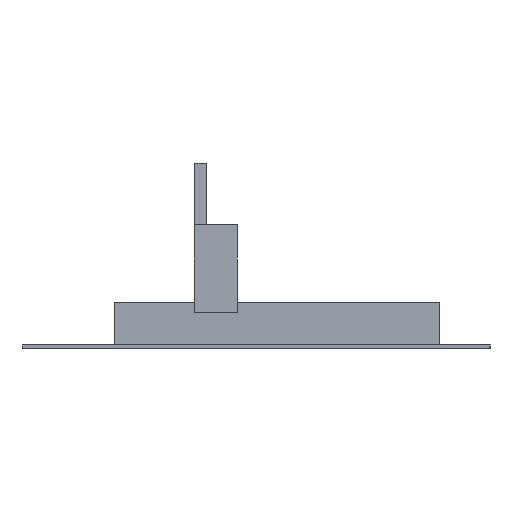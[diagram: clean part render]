
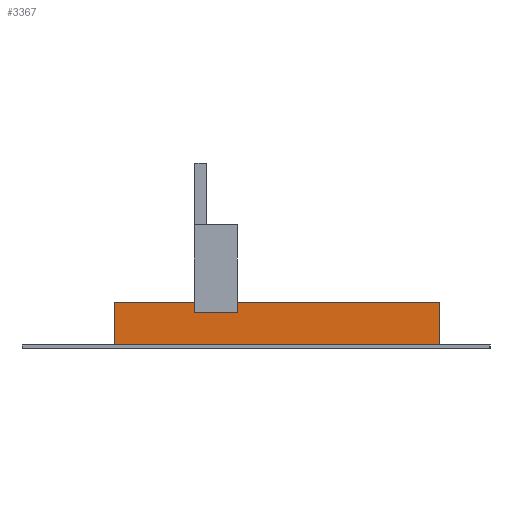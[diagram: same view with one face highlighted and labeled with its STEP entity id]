
A CAD part, left-side view. The second image highlights one B-rep face of the part: STEP entity #3367.
In plain terms, the highlighted planar face has unit normal (-1, 0, 0).
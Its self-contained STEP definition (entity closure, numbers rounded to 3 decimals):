
#3269 = EDGE_CURVE('',#3270,#3272,#3274,.T.);
#3270 = VERTEX_POINT('',#3271);
#3271 = CARTESIAN_POINT('',(-3.6,-17.65,0.));
#3272 = VERTEX_POINT('',#3273);
#3273 = CARTESIAN_POINT('',(-3.6,-17.65,4.58));
#3274 = LINE('',#3275,#3276);
#3275 = CARTESIAN_POINT('',(-3.6,-17.65,0.));
#3276 = VECTOR('',#3277,1.);
#3277 = DIRECTION('',(0.,0.,1.));
#3342 = VERTEX_POINT('',#3343);
#3343 = CARTESIAN_POINT('',(-3.6,17.65,4.58));
#3349 = EDGE_CURVE('',#3350,#3342,#3352,.T.);
#3350 = VERTEX_POINT('',#3351);
#3351 = CARTESIAN_POINT('',(-3.6,17.65,0.));
#3352 = LINE('',#3353,#3354);
#3353 = CARTESIAN_POINT('',(-3.6,17.65,0.));
#3354 = VECTOR('',#3355,1.);
#3355 = DIRECTION('',(0.,0.,1.));
#3367 = ADVANCED_FACE('',(#3368),#3384,.F.);
#3368 = FACE_BOUND('',#3369,.F.);
#3369 = EDGE_LOOP('',(#3370,#3371,#3377,#3378));
#3370 = ORIENTED_EDGE('',*,*,#3349,.T.);
#3371 = ORIENTED_EDGE('',*,*,#3372,.T.);
#3372 = EDGE_CURVE('',#3342,#3272,#3373,.T.);
#3373 = LINE('',#3374,#3375);
#3374 = CARTESIAN_POINT('',(-3.6,17.65,4.58));
#3375 = VECTOR('',#3376,1.);
#3376 = DIRECTION('',(0.,-1.,0.));
#3377 = ORIENTED_EDGE('',*,*,#3269,.F.);
#3378 = ORIENTED_EDGE('',*,*,#3379,.F.);
#3379 = EDGE_CURVE('',#3350,#3270,#3380,.T.);
#3380 = LINE('',#3381,#3382);
#3381 = CARTESIAN_POINT('',(-3.6,17.65,0.));
#3382 = VECTOR('',#3383,1.);
#3383 = DIRECTION('',(0.,-1.,0.));
#3384 = PLANE('',#3385);
#3385 = AXIS2_PLACEMENT_3D('',#3386,#3387,#3388);
#3386 = CARTESIAN_POINT('',(-3.6,17.65,0.));
#3387 = DIRECTION('',(1.,0.,0.));
#3388 = DIRECTION('',(0.,-1.,0.));
